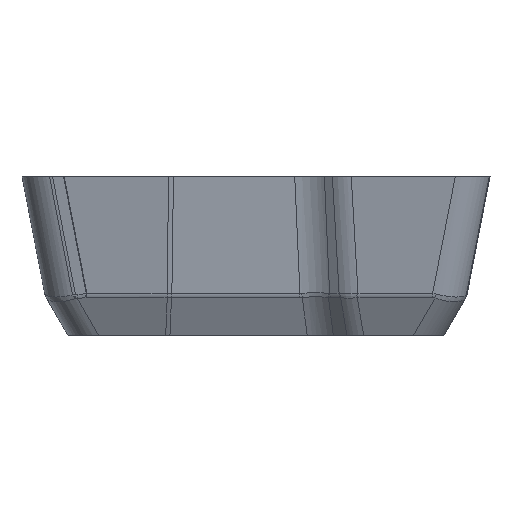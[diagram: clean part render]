
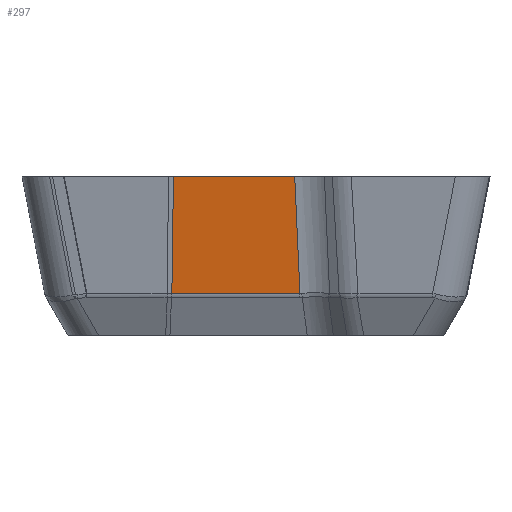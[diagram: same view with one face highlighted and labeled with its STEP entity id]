
A CAD part, front view. The second image highlights one B-rep face of the part: STEP entity #297.
In plain terms, the highlighted planar face has unit normal (0.137, -0.972, -0.191).
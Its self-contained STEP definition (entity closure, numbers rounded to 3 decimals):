
#297=ADVANCED_FACE('',(#496),#447,.T.);
#447=PLANE('',#3096);
#496=FACE_OUTER_BOUND('',#660,.T.);
#660=EDGE_LOOP('',(#967,#968,#969,#970));
#967=ORIENTED_EDGE('',*,*,#1902,.F.);
#968=ORIENTED_EDGE('',*,*,#1981,.T.);
#969=ORIENTED_EDGE('',*,*,#1982,.T.);
#970=ORIENTED_EDGE('',*,*,#1983,.T.);
#1655=VERTEX_POINT('',#4510);
#1656=VERTEX_POINT('',#4512);
#1723=VERTEX_POINT('',#4663);
#1724=VERTEX_POINT('',#4665);
#1902=EDGE_CURVE('',#1655,#1656,#2686,.T.);
#1981=EDGE_CURVE('',#1655,#1723,#2724,.T.);
#1982=EDGE_CURVE('',#1723,#1724,#2725,.T.);
#1983=EDGE_CURVE('',#1724,#1656,#2726,.T.);
#2686=LINE('',#4511,#2858);
#2724=LINE('',#4662,#2896);
#2725=LINE('',#4664,#2897);
#2726=LINE('',#4666,#2898);
#2858=VECTOR('',#3514,1.);
#2896=VECTOR('',#3644,1.);
#2897=VECTOR('',#3645,1.);
#2898=VECTOR('',#3646,1.);
#3096=AXIS2_PLACEMENT_3D('',#4667,#3647,#3648);
#3514=DIRECTION('',(0.99,0.139,0.));
#3644=DIRECTION('',(-0.013,0.191,-0.982));
#3645=DIRECTION('',(0.99,0.139,0.));
#3646=DIRECTION('',(-0.044,-0.198,0.979));
#3647=DIRECTION('',(0.137,-0.972,-0.191));
#3648=DIRECTION('',(0.,0.193,-0.981));
#4510=CARTESIAN_POINT('',(-1.87,-5.292,0.));
#4511=CARTESIAN_POINT('',(-1.924,-5.3,0.));
#4512=CARTESIAN_POINT('',(0.877,-4.906,0.));
#4662=CARTESIAN_POINT('',(-1.87,-5.292,0.001));
#4663=CARTESIAN_POINT('',(-1.906,-4.777,-2.651));
#4664=CARTESIAN_POINT('',(0.999,-4.369,-2.651));
#4665=CARTESIAN_POINT('',(0.996,-4.369,-2.651));
#4666=CARTESIAN_POINT('',(0.878,-4.901,-0.026));
#4667=CARTESIAN_POINT('',(-1.924,-5.3,0.));
